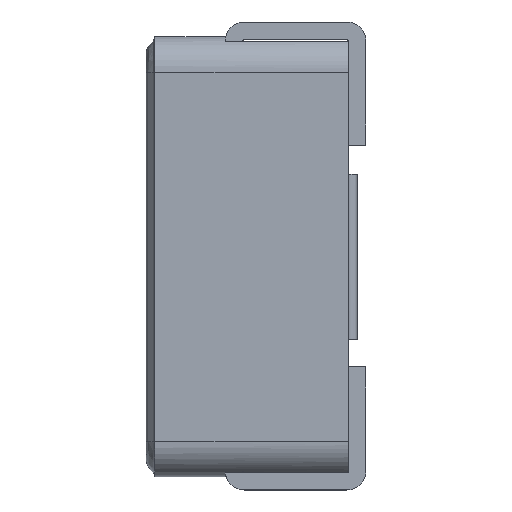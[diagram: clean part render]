
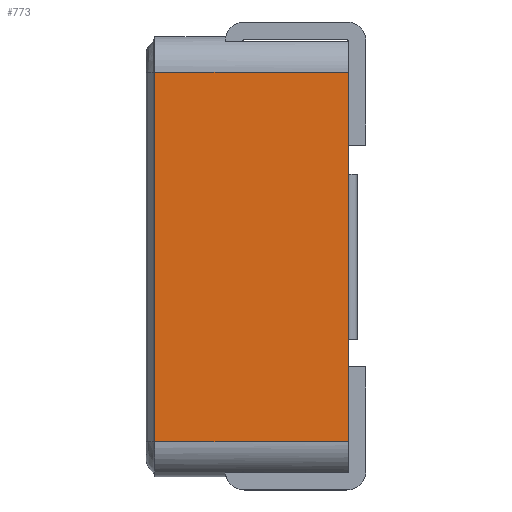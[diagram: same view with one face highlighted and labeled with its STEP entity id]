
A CAD part, left-side view. The second image highlights one B-rep face of the part: STEP entity #773.
In plain terms, the highlighted planar face has unit normal (-1, 0, 0).
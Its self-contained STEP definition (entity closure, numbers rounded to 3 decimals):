
#111 = LINE ( 'NONE', #741, #1762 ) ;
#189 = AXIS2_PLACEMENT_3D ( 'NONE', #371, #679, #1760 ) ;
#234 = ORIENTED_EDGE ( 'NONE', *, *, #1321, .T. ) ;
#249 = FACE_OUTER_BOUND ( 'NONE', #892, .T. ) ;
#269 = CARTESIAN_POINT ( 'NONE',  ( -1., 0.05, -1.05 ) ) ;
#371 = CARTESIAN_POINT ( 'NONE',  ( -1., 1.2, -1.25 ) ) ;
#445 = VECTOR ( 'NONE', #1657, 1000. ) ;
#502 = LINE ( 'NONE', #1416, #1009 ) ;
#568 = EDGE_CURVE ( 'NONE', #932, #1679, #111, .T. ) ;
#580 = LINE ( 'NONE', #1336, #1991 ) ;
#679 = DIRECTION ( 'NONE',  ( 1., 0., 0. ) ) ;
#741 = CARTESIAN_POINT ( 'NONE',  ( -1., 1.15, -1.05 ) ) ;
#773 = ADVANCED_FACE ( 'NONE', ( #249 ), #1750, .F. ) ;
#892 = EDGE_LOOP ( 'NONE', ( #1848, #234, #1069, #1017 ) ) ;
#919 = VERTEX_POINT ( 'NONE', #269 ) ;
#932 = VERTEX_POINT ( 'NONE', #1962 ) ;
#970 = VERTEX_POINT ( 'NONE', #1248 ) ;
#1009 = VECTOR ( 'NONE', #1445, 1000. ) ;
#1017 = ORIENTED_EDGE ( 'NONE', *, *, #568, .F. ) ;
#1029 = DIRECTION ( 'NONE',  ( 0., -1., 0. ) ) ;
#1053 = LINE ( 'NONE', #1325, #445 ) ;
#1069 = ORIENTED_EDGE ( 'NONE', *, *, #1912, .T. ) ;
#1248 = CARTESIAN_POINT ( 'NONE',  ( -1., 0.05, 1.05 ) ) ;
#1321 = EDGE_CURVE ( 'NONE', #919, #970, #502, .T. ) ;
#1325 = CARTESIAN_POINT ( 'NONE',  ( -1., 1.2, 1.05 ) ) ;
#1336 = CARTESIAN_POINT ( 'NONE',  ( -1., 1.2, -1.05 ) ) ;
#1368 = DIRECTION ( 'NONE',  ( 0., 0., 1. ) ) ;
#1416 = CARTESIAN_POINT ( 'NONE',  ( -1., 0.05, -1.05 ) ) ;
#1445 = DIRECTION ( 'NONE',  ( 0., 0., 1. ) ) ;
#1657 = DIRECTION ( 'NONE',  ( 0., 1., 0. ) ) ;
#1679 = VERTEX_POINT ( 'NONE', #1987 ) ;
#1750 = PLANE ( 'NONE',  #189 ) ;
#1760 = DIRECTION ( 'NONE',  ( 0., 0., -1. ) ) ;
#1762 = VECTOR ( 'NONE', #1368, 1000. ) ;
#1848 = ORIENTED_EDGE ( 'NONE', *, *, #1864, .T. ) ;
#1864 = EDGE_CURVE ( 'NONE', #932, #919, #580, .T. ) ;
#1912 = EDGE_CURVE ( 'NONE', #970, #1679, #1053, .T. ) ;
#1962 = CARTESIAN_POINT ( 'NONE',  ( -1., 1.15, -1.05 ) ) ;
#1987 = CARTESIAN_POINT ( 'NONE',  ( -1., 1.15, 1.05 ) ) ;
#1991 = VECTOR ( 'NONE', #1029, 1000. ) ;
